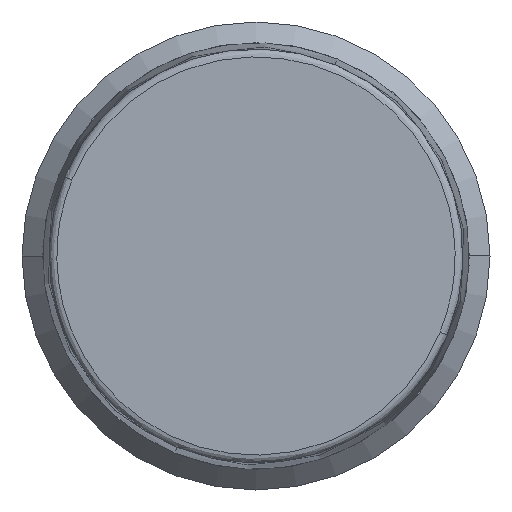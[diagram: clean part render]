
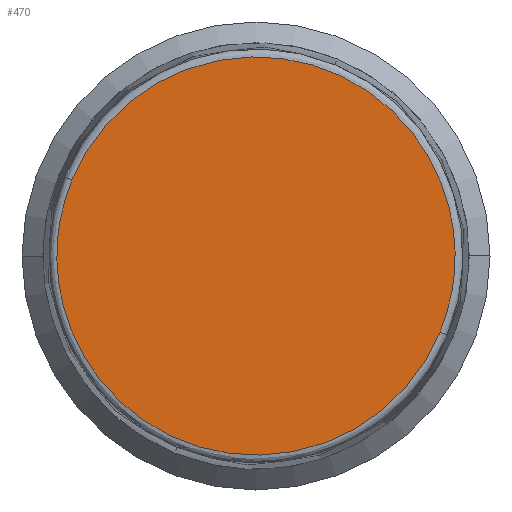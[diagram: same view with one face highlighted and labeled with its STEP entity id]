
A CAD part, left-side view. The second image highlights one B-rep face of the part: STEP entity #470.
In plain terms, the highlighted planar face has unit normal (-1, 0, 0).
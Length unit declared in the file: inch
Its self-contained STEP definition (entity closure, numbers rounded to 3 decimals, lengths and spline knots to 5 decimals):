
#73 = CARTESIAN_POINT ( 'NONE',  ( -0.31496, -0.27869, -0.11514 ) ) ;
#119 =( BOUNDED_CURVE ( )  B_SPLINE_CURVE ( 3, ( #73, #196, #308, #1256 ),
 .UNSPECIFIED., .F., .F. ) 
 B_SPLINE_CURVE_WITH_KNOTS ( ( 4, 4 ),
 ( 0.5, 1. ),
 .UNSPECIFIED. ) 
 CURVE ( )  GEOMETRIC_REPRESENTATION_ITEM ( )  RATIONAL_B_SPLINE_CURVE ( ( 1., 0.333, 0.333, 1. ) ) 
 REPRESENTATION_ITEM ( '' )  );
#136 = EDGE_CURVE ( 'NONE', #270, #596, #119, .T. ) ;
#139 = CARTESIAN_POINT ( 'NONE',  ( -0.31496, 0.04841, 0.67253 ) ) ;
#196 = CARTESIAN_POINT ( 'NONE',  ( -0.31496, -0.04841, -0.67253 ) ) ;
#270 = VERTEX_POINT ( 'NONE', #740 ) ;
#282 = CARTESIAN_POINT ( 'NONE',  ( -0.31496, -0.50898, 0.44225 ) ) ;
#308 = CARTESIAN_POINT ( 'NONE',  ( -0.31496, 0.50898, -0.44225 ) ) ;
#470 = ADVANCED_FACE ( 'NONE', ( #647 ), #1454, .T. ) ;
#596 = VERTEX_POINT ( 'NONE', #976 ) ;
#642 = CARTESIAN_POINT ( 'NONE',  ( -0.31496, 0.27869, 0.11514 ) ) ;
#647 = FACE_OUTER_BOUND ( 'NONE', #1339, .T. ) ;
#669 = ORIENTED_EDGE ( 'NONE', *, *, #136, .F. ) ;
#712 = DIRECTION ( 'NONE',  ( -1., 0., 0. ) ) ;
#740 = CARTESIAN_POINT ( 'NONE',  ( -0.31496, -0.27869, -0.11514 ) ) ;
#852 = DIRECTION ( 'NONE',  ( 0., 0.924, 0.382 ) ) ;
#976 = CARTESIAN_POINT ( 'NONE',  ( -0.31496, 0.27869, 0.11514 ) ) ;
#1035 = EDGE_CURVE ( 'NONE', #596, #270, #1078, .T. ) ;
#1072 = AXIS2_PLACEMENT_3D ( 'NONE', #1315, #712, #852 ) ;
#1078 =( BOUNDED_CURVE ( )  B_SPLINE_CURVE ( 3, ( #642, #139, #282, #1457 ),
 .UNSPECIFIED., .F., .T. ) 
 B_SPLINE_CURVE_WITH_KNOTS ( ( 4, 4 ),
 ( 0., 0.5 ),
 .UNSPECIFIED. ) 
 CURVE ( )  GEOMETRIC_REPRESENTATION_ITEM ( )  RATIONAL_B_SPLINE_CURVE ( ( 1., 0.333, 0.333, 1. ) ) 
 REPRESENTATION_ITEM ( '' )  );
#1256 = CARTESIAN_POINT ( 'NONE',  ( -0.31496, 0.27869, 0.11514 ) ) ;
#1315 = CARTESIAN_POINT ( 'NONE',  ( -0.31496, -0.28928, -0.11952 ) ) ;
#1327 = ORIENTED_EDGE ( 'NONE', *, *, #1035, .F. ) ;
#1339 = EDGE_LOOP ( 'NONE', ( #1327, #669 ) ) ;
#1454 = PLANE ( 'NONE',  #1072 ) ;
#1457 = CARTESIAN_POINT ( 'NONE',  ( -0.31496, -0.27869, -0.11514 ) ) ;
